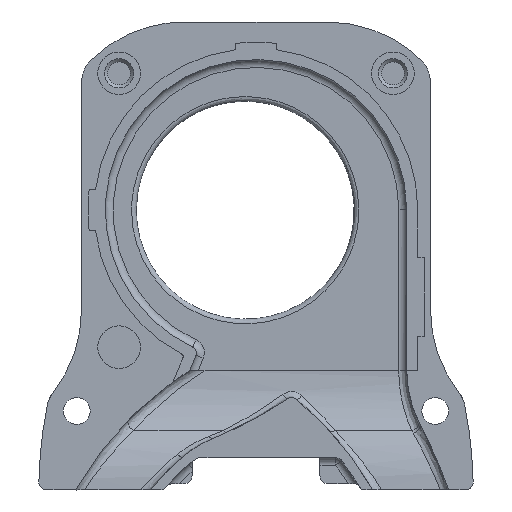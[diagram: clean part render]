
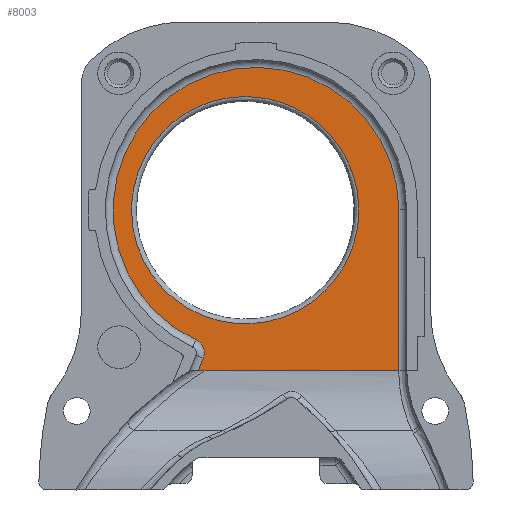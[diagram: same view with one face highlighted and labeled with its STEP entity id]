
A CAD part, left-side view. The second image highlights one B-rep face of the part: STEP entity #8003.
In plain terms, the highlighted planar face has unit normal (-1, 0, 0).
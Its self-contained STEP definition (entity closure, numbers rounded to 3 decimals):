
#140=B_SPLINE_CURVE_WITH_KNOTS('',3,(#12462,#12463,#12464,#12465,#12466,
#12467,#12468,#12469,#12470,#12471,#12472,#12473,#12474,#12475,#12476,#12477,
#12478),.UNSPECIFIED.,.T.,.F.,(4,1,1,1,1,1,1,1,1,1,1,1,1,1,4),(-1.,-0.929,
-0.857,-0.786,-0.714,-0.619,
-0.571,-0.524,-0.429,-0.333,
-0.286,-0.19,-0.143,-0.071,
0.),.UNSPECIFIED.);
#286=FACE_BOUND('',#1203,.T.);
#426=CIRCLE('',#8628,18.1);
#429=CIRCLE('',#8632,1.8);
#734=FACE_OUTER_BOUND('',#1202,.T.);
#1202=EDGE_LOOP('',(#6179,#6180,#6181,#6182,#6183,#6184));
#1203=EDGE_LOOP('',(#6185));
#1935=LINE('',#12547,#2814);
#1936=LINE('',#12549,#2815);
#1937=LINE('',#12551,#2816);
#1938=LINE('',#12552,#2817);
#2814=VECTOR('',#9961,10.);
#2815=VECTOR('',#9962,10.);
#2816=VECTOR('',#9963,10.);
#2817=VECTOR('',#9964,10.);
#3607=VERTEX_POINT('',#12442);
#3621=VERTEX_POINT('',#12532);
#3622=VERTEX_POINT('',#12536);
#3624=VERTEX_POINT('',#12542);
#3625=VERTEX_POINT('',#12546);
#3626=VERTEX_POINT('',#12548);
#3627=VERTEX_POINT('',#12550);
#4530=EDGE_CURVE('',#3607,#3607,#140,.T.);
#4547=EDGE_CURVE('',#3622,#3621,#426,.T.);
#4550=EDGE_CURVE('',#3624,#3622,#429,.T.);
#4551=EDGE_CURVE('',#3625,#3624,#1935,.T.);
#4552=EDGE_CURVE('',#3626,#3625,#1936,.F.);
#4553=EDGE_CURVE('',#3627,#3626,#1937,.F.);
#4554=EDGE_CURVE('',#3621,#3627,#1938,.T.);
#6179=ORIENTED_EDGE('',*,*,#4551,.F.);
#6180=ORIENTED_EDGE('',*,*,#4552,.F.);
#6181=ORIENTED_EDGE('',*,*,#4553,.F.);
#6182=ORIENTED_EDGE('',*,*,#4554,.F.);
#6183=ORIENTED_EDGE('',*,*,#4547,.F.);
#6184=ORIENTED_EDGE('',*,*,#4550,.F.);
#6185=ORIENTED_EDGE('',*,*,#4530,.F.);
#7657=PLANE('',#8633);
#8003=ADVANCED_FACE('',(#734,#286),#7657,.T.);
#8628=AXIS2_PLACEMENT_3D('',#12538,#9949,#9950);
#8632=AXIS2_PLACEMENT_3D('',#12544,#9957,#9958);
#8633=AXIS2_PLACEMENT_3D('',#12545,#9959,#9960);
#9949=DIRECTION('center_axis',(1.,0.,0.));
#9950=DIRECTION('ref_axis',(0.,0.668,0.744));
#9957=DIRECTION('center_axis',(-1.,0.,0.));
#9958=DIRECTION('ref_axis',(0.,-0.931,0.364));
#9959=DIRECTION('center_axis',(-1.,0.,0.));
#9960=DIRECTION('ref_axis',(0.,-1.,0.));
#9961=DIRECTION('',(0.,-0.383,0.924));
#9962=DIRECTION('',(0.,-1.,0.));
#9963=DIRECTION('',(0.,-1.,0.));
#9964=DIRECTION('',(0.,0.,-1.));
#12442=CARTESIAN_POINT('',(72.2,15.766,95.));
#12462=CARTESIAN_POINT('Ctrl Pts',(72.2,15.766,95.));
#12463=CARTESIAN_POINT('Ctrl Pts',(72.2,15.766,92.847));
#12464=CARTESIAN_POINT('Ctrl Pts',(72.2,14.784,88.542));
#12465=CARTESIAN_POINT('Ctrl Pts',(72.2,10.651,83.36));
#12466=CARTESIAN_POINT('Ctrl Pts',(72.2,4.684,80.491));
#12467=CARTESIAN_POINT('Ctrl Pts',(72.2,-2.682,80.481));
#12468=CARTESIAN_POINT('Ctrl Pts',(72.2,-8.53,83.854));
#12469=CARTESIAN_POINT('Ctrl Pts',(72.2,-11.791,88.664));
#12470=CARTESIAN_POINT('Ctrl Pts',(72.2,-13.517,94.207));
#12471=CARTESIAN_POINT('Ctrl Pts',(72.2,-12.402,101.637));
#12472=CARTESIAN_POINT('Ctrl Pts',(72.2,-7.291,107.128));
#12473=CARTESIAN_POINT('Ctrl Pts',(72.2,-0.527,109.782));
#12474=CARTESIAN_POINT('Ctrl Pts',(72.2,5.45,109.331));
#12475=CARTESIAN_POINT('Ctrl Pts',(72.2,11.11,106.057));
#12476=CARTESIAN_POINT('Ctrl Pts',(72.2,14.784,101.461));
#12477=CARTESIAN_POINT('Ctrl Pts',(72.2,15.766,97.153));
#12478=CARTESIAN_POINT('Ctrl Pts',(72.2,15.766,95.));
#12532=CARTESIAN_POINT('',(72.2,-18.099,95.102));
#12536=CARTESIAN_POINT('',(72.2,7.591,78.568));
#12538=CARTESIAN_POINT('Origin',(72.2,0.,95.));
#12542=CARTESIAN_POINT('',(72.2,6.683,76.246));
#12544=CARTESIAN_POINT('Origin',(72.2,8.346,76.934));
#12545=CARTESIAN_POINT('Origin',(72.2,0.,89.203));
#12546=CARTESIAN_POINT('',(72.2,7.331,74.681));
#12547=CARTESIAN_POINT('',(72.2,4.307,81.983));
#12548=CARTESIAN_POINT('',(72.2,6.462,74.681));
#12549=CARTESIAN_POINT('',(72.2,-9.55,74.681));
#12550=CARTESIAN_POINT('',(72.2,-18.1,74.681));
#12551=CARTESIAN_POINT('',(72.2,-9.55,74.681));
#12552=CARTESIAN_POINT('',(72.2,-18.099,92.154));
